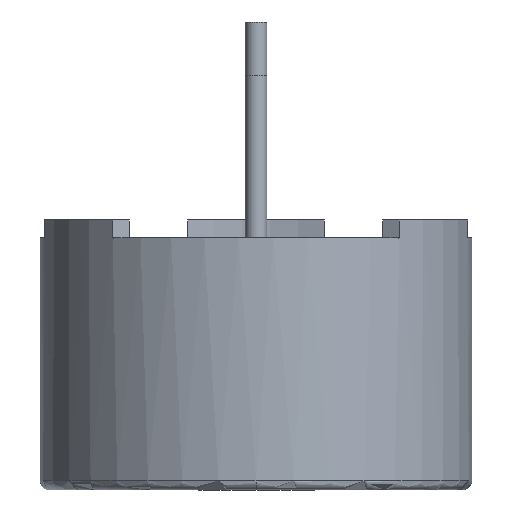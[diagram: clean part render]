
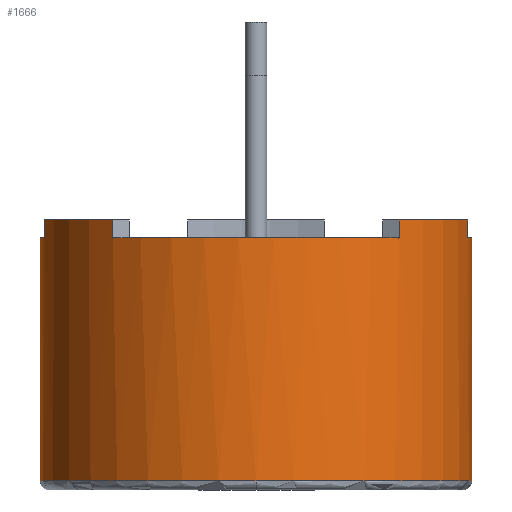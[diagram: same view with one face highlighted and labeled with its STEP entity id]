
A CAD part, front view. The second image highlights one B-rep face of the part: STEP entity #1666.
In plain terms, the highlighted cylindrical face has radius 6 mm (diameter 12 mm), a partial arc.
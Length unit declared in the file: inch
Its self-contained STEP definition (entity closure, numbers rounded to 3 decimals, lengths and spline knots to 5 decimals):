
#21 = VERTEX_POINT ( 'NONE', #1970 ) ;
#69 = AXIS2_PLACEMENT_3D ( 'NONE', #1792, #2190, #589 ) ;
#115 = EDGE_CURVE ( 'NONE', #426, #468, #782, .T. ) ;
#128 = ORIENTED_EDGE ( 'NONE', *, *, #797, .F. ) ;
#145 = VECTOR ( 'NONE', #1479, 39.37008 ) ;
#155 = VERTEX_POINT ( 'NONE', #1088 ) ;
#181 = ORIENTED_EDGE ( 'NONE', *, *, #1951, .F. ) ;
#207 = CARTESIAN_POINT ( 'NONE',  ( 0.15664, -0.17681, 0. ) ) ;
#223 = CARTESIAN_POINT ( 'NONE',  ( -0.23145, -0.04725, -0.12283 ) ) ;
#225 = AXIS2_PLACEMENT_3D ( 'NONE', #930, #1760, #2609 ) ;
#230 = CARTESIAN_POINT ( 'NONE',  ( -0.23622, 0., 0. ) ) ;
#264 = EDGE_LOOP ( 'NONE', ( #1425, #1925, #1082, #1770, #313, #721, #128, #851, #2414, #181, #1915, #2538, #1544 ) ) ;
#313 = ORIENTED_EDGE ( 'NONE', *, *, #1292, .F. ) ;
#317 = CARTESIAN_POINT ( 'NONE',  ( 0.23145, -0.04725, 0. ) ) ;
#325 = EDGE_CURVE ( 'NONE', #2453, #1357, #2523, .T. ) ;
#356 = EDGE_CURVE ( 'NONE', #468, #2453, #1968, .T. ) ;
#400 = EDGE_CURVE ( 'NONE', #1467, #1691, #933, .T. ) ;
#425 = CARTESIAN_POINT ( 'NONE',  ( 0., 0., -0.26535 ) ) ;
#426 = VERTEX_POINT ( 'NONE', #534 ) ;
#468 = VERTEX_POINT ( 'NONE', #317 ) ;
#534 = CARTESIAN_POINT ( 'NONE',  ( 0.23145, -0.04725, 0.01969 ) ) ;
#577 = VECTOR ( 'NONE', #959, 39.37008 ) ;
#589 = DIRECTION ( 'NONE',  ( -1., 0., 0. ) ) ;
#620 = VECTOR ( 'NONE', #2253, 39.37008 ) ;
#641 = LINE ( 'NONE', #223, #2139 ) ;
#696 = VERTEX_POINT ( 'NONE', #207 ) ;
#699 = CARTESIAN_POINT ( 'NONE',  ( 0.23622, 0., 0.01969 ) ) ;
#721 = ORIENTED_EDGE ( 'NONE', *, *, #2713, .F. ) ;
#761 = VERTEX_POINT ( 'NONE', #230 ) ;
#782 = LINE ( 'NONE', #1015, #620 ) ;
#797 = EDGE_CURVE ( 'NONE', #1691, #155, #1718, .T. ) ;
#802 = AXIS2_PLACEMENT_3D ( 'NONE', #2157, #1985, #2387 ) ;
#809 = DIRECTION ( 'NONE',  ( -1., 0., 0. ) ) ;
#851 = ORIENTED_EDGE ( 'NONE', *, *, #400, .F. ) ;
#858 = VERTEX_POINT ( 'NONE', #1315 ) ;
#860 = EDGE_CURVE ( 'NONE', #761, #2054, #2366, .T. ) ;
#871 = CARTESIAN_POINT ( 'NONE',  ( 0.23622, 0., -0.26535 ) ) ;
#879 = VECTOR ( 'NONE', #1386, 39.37008 ) ;
#916 = DIRECTION ( 'NONE',  ( 0., 0., 1. ) ) ;
#930 = CARTESIAN_POINT ( 'NONE',  ( 0., 0., 0. ) ) ;
#933 = CIRCLE ( 'NONE', #990, 0.23622 ) ;
#959 = DIRECTION ( 'NONE',  ( 0., 0., -1. ) ) ;
#967 = VERTEX_POINT ( 'NONE', #1771 ) ;
#990 = AXIS2_PLACEMENT_3D ( 'NONE', #1381, #916, #2416 ) ;
#1015 = CARTESIAN_POINT ( 'NONE',  ( 0.23145, -0.04725, -0.12283 ) ) ;
#1028 = AXIS2_PLACEMENT_3D ( 'NONE', #1156, #2237, #1430 ) ;
#1068 = DIRECTION ( 'NONE',  ( 0., 0., -1. ) ) ;
#1077 = DIRECTION ( 'NONE',  ( 1., 0., 0. ) ) ;
#1080 = DIRECTION ( 'NONE',  ( 0., 0., 1. ) ) ;
#1082 = ORIENTED_EDGE ( 'NONE', *, *, #115, .F. ) ;
#1088 = CARTESIAN_POINT ( 'NONE',  ( -0.15664, -0.17681, 0. ) ) ;
#1156 = CARTESIAN_POINT ( 'NONE',  ( 0., 0., 0. ) ) ;
#1246 = CIRCLE ( 'NONE', #69, 0.23622 ) ;
#1278 = CARTESIAN_POINT ( 'NONE',  ( -0.15664, -0.17681, 0.01969 ) ) ;
#1292 = EDGE_CURVE ( 'NONE', #696, #967, #1794, .T. ) ;
#1315 = CARTESIAN_POINT ( 'NONE',  ( 0., -0.23622, -0.26535 ) ) ;
#1357 = VERTEX_POINT ( 'NONE', #871 ) ;
#1381 = CARTESIAN_POINT ( 'NONE',  ( 0., 0., 0.01969 ) ) ;
#1386 = DIRECTION ( 'NONE',  ( 0., 0., 1. ) ) ;
#1417 = EDGE_CURVE ( 'NONE', #21, #1467, #641, .T. ) ;
#1421 = CYLINDRICAL_SURFACE ( 'NONE', #2022, 0.23622 ) ;
#1425 = ORIENTED_EDGE ( 'NONE', *, *, #325, .F. ) ;
#1430 = DIRECTION ( 'NONE',  ( -1., 0., 0. ) ) ;
#1467 = VERTEX_POINT ( 'NONE', #1539 ) ;
#1471 = CARTESIAN_POINT ( 'NONE',  ( -0.15664, -0.17681, -0.12283 ) ) ;
#1473 = AXIS2_PLACEMENT_3D ( 'NONE', #2301, #1652, #1901 ) ;
#1479 = DIRECTION ( 'NONE',  ( 0., 0., -1. ) ) ;
#1484 = DIRECTION ( 'NONE',  ( 0., 0., -1. ) ) ;
#1522 = EDGE_CURVE ( 'NONE', #858, #2054, #1887, .T. ) ;
#1539 = CARTESIAN_POINT ( 'NONE',  ( -0.23145, -0.04725, 0.01969 ) ) ;
#1544 = ORIENTED_EDGE ( 'NONE', *, *, #1734, .F. ) ;
#1581 = VECTOR ( 'NONE', #1484, 39.37008 ) ;
#1593 = CARTESIAN_POINT ( 'NONE',  ( 0.15664, -0.17681, -0.12283 ) ) ;
#1652 = DIRECTION ( 'NONE',  ( 0., 0., 1. ) ) ;
#1666 = ADVANCED_FACE ( 'NONE', ( #2229 ), #1421, .T. ) ;
#1691 = VERTEX_POINT ( 'NONE', #1278 ) ;
#1718 = LINE ( 'NONE', #1471, #1581 ) ;
#1727 = AXIS2_PLACEMENT_3D ( 'NONE', #425, #1068, #1077 ) ;
#1734 = EDGE_CURVE ( 'NONE', #1357, #858, #2281, .T. ) ;
#1760 = DIRECTION ( 'NONE',  ( 0., 0., 1. ) ) ;
#1770 = ORIENTED_EDGE ( 'NONE', *, *, #2452, .F. ) ;
#1771 = CARTESIAN_POINT ( 'NONE',  ( 0.15664, -0.17681, 0.01969 ) ) ;
#1792 = CARTESIAN_POINT ( 'NONE',  ( 0., 0., 0.01969 ) ) ;
#1794 = LINE ( 'NONE', #1593, #879 ) ;
#1843 = DIRECTION ( 'NONE',  ( 0., 0., -1. ) ) ;
#1887 = CIRCLE ( 'NONE', #802, 0.23622 ) ;
#1901 = DIRECTION ( 'NONE',  ( -1., 0., 0. ) ) ;
#1915 = ORIENTED_EDGE ( 'NONE', *, *, #860, .T. ) ;
#1925 = ORIENTED_EDGE ( 'NONE', *, *, #356, .F. ) ;
#1939 = CIRCLE ( 'NONE', #1473, 0.23622 ) ;
#1951 = EDGE_CURVE ( 'NONE', #761, #21, #2374, .T. ) ;
#1968 = CIRCLE ( 'NONE', #225, 0.23622 ) ;
#1970 = CARTESIAN_POINT ( 'NONE',  ( -0.23145, -0.04725, 0. ) ) ;
#1985 = DIRECTION ( 'NONE',  ( 0., 0., -1. ) ) ;
#1999 = CARTESIAN_POINT ( 'NONE',  ( 0., 0., 0.01969 ) ) ;
#2022 = AXIS2_PLACEMENT_3D ( 'NONE', #1999, #1843, #809 ) ;
#2054 = VERTEX_POINT ( 'NONE', #2085 ) ;
#2085 = CARTESIAN_POINT ( 'NONE',  ( -0.23622, 0., -0.26535 ) ) ;
#2139 = VECTOR ( 'NONE', #1080, 39.37008 ) ;
#2157 = CARTESIAN_POINT ( 'NONE',  ( 0., 0., -0.26535 ) ) ;
#2178 = CARTESIAN_POINT ( 'NONE',  ( -0.23622, 0., 0.01969 ) ) ;
#2190 = DIRECTION ( 'NONE',  ( 0., 0., 1. ) ) ;
#2229 = FACE_OUTER_BOUND ( 'NONE', #264, .T. ) ;
#2237 = DIRECTION ( 'NONE',  ( 0., 0., 1. ) ) ;
#2253 = DIRECTION ( 'NONE',  ( 0., 0., -1. ) ) ;
#2281 = CIRCLE ( 'NONE', #1727, 0.23622 ) ;
#2301 = CARTESIAN_POINT ( 'NONE',  ( 0., 0., 0. ) ) ;
#2366 = LINE ( 'NONE', #2178, #577 ) ;
#2374 = CIRCLE ( 'NONE', #1028, 0.23622 ) ;
#2387 = DIRECTION ( 'NONE',  ( 1., 0., 0. ) ) ;
#2414 = ORIENTED_EDGE ( 'NONE', *, *, #1417, .F. ) ;
#2416 = DIRECTION ( 'NONE',  ( -1., 0., 0. ) ) ;
#2452 = EDGE_CURVE ( 'NONE', #967, #426, #1246, .T. ) ;
#2453 = VERTEX_POINT ( 'NONE', #2665 ) ;
#2523 = LINE ( 'NONE', #699, #145 ) ;
#2538 = ORIENTED_EDGE ( 'NONE', *, *, #1522, .F. ) ;
#2609 = DIRECTION ( 'NONE',  ( -1., 0., 0. ) ) ;
#2665 = CARTESIAN_POINT ( 'NONE',  ( 0.23622, 0., 0. ) ) ;
#2713 = EDGE_CURVE ( 'NONE', #155, #696, #1939, .T. ) ;
